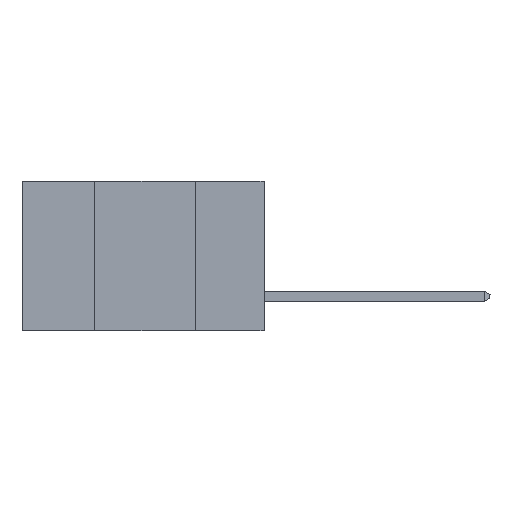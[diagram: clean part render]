
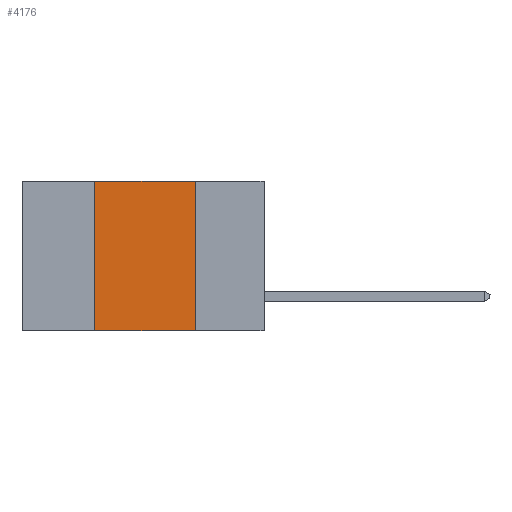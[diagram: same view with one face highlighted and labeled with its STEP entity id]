
A CAD part, left-side view. The second image highlights one B-rep face of the part: STEP entity #4176.
In plain terms, the highlighted planar face has unit normal (-1, 0, 0).
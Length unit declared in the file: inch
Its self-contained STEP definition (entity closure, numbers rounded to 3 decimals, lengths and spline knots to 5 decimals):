
#552 = EDGE_CURVE ( 'NONE', #5219, #3123, #10044, .T. ) ;
#748 = CARTESIAN_POINT ( 'NONE',  ( 0., 0.17, -0.37 ) ) ;
#959 = LINE ( 'NONE', #6850, #3002 ) ;
#1721 = CARTESIAN_POINT ( 'NONE',  ( 0., 0.42, -0.37 ) ) ;
#1967 = LINE ( 'NONE', #7008, #4368 ) ;
#2108 = DIRECTION ( 'NONE',  ( 0., 0., 1. ) ) ;
#2715 = ORIENTED_EDGE ( 'NONE', *, *, #7954, .F. ) ;
#2827 = DIRECTION ( 'NONE',  ( 1., 0., 0. ) ) ;
#2879 = CARTESIAN_POINT ( 'NONE',  ( 0., 0.6, -0.37 ) ) ;
#3002 = VECTOR ( 'NONE', #2108, 39.37008 ) ;
#3123 = VERTEX_POINT ( 'NONE', #7212 ) ;
#3321 = DIRECTION ( 'NONE',  ( 0., -1., 0. ) ) ;
#3705 = EDGE_LOOP ( 'NONE', ( #2715, #8004, #5593, #6074 ) ) ;
#4176 = ADVANCED_FACE ( 'NONE', ( #11171 ), #5667, .F. ) ;
#4194 = DIRECTION ( 'NONE',  ( 0., 0., -1. ) ) ;
#4368 = VECTOR ( 'NONE', #4194, 39.37008 ) ;
#4642 = VERTEX_POINT ( 'NONE', #1721 ) ;
#4813 = DIRECTION ( 'NONE',  ( 0., -1., 0. ) ) ;
#5218 = EDGE_CURVE ( 'NONE', #4642, #7604, #11032, .T. ) ;
#5219 = VERTEX_POINT ( 'NONE', #11510 ) ;
#5593 = ORIENTED_EDGE ( 'NONE', *, *, #8665, .F. ) ;
#5667 = PLANE ( 'NONE',  #11857 ) ;
#6074 = ORIENTED_EDGE ( 'NONE', *, *, #5218, .T. ) ;
#6850 = CARTESIAN_POINT ( 'NONE',  ( 0., 0.42, 0. ) ) ;
#7008 = CARTESIAN_POINT ( 'NONE',  ( 0., 0.17, 0. ) ) ;
#7212 = CARTESIAN_POINT ( 'NONE',  ( 0., 0.17, 0. ) ) ;
#7604 = VERTEX_POINT ( 'NONE', #748 ) ;
#7954 = EDGE_CURVE ( 'NONE', #3123, #7604, #1967, .T. ) ;
#8004 = ORIENTED_EDGE ( 'NONE', *, *, #552, .F. ) ;
#8408 = CARTESIAN_POINT ( 'NONE',  ( 0., 0.6, 0. ) ) ;
#8665 = EDGE_CURVE ( 'NONE', #4642, #5219, #959, .T. ) ;
#8690 = VECTOR ( 'NONE', #3321, 39.37008 ) ;
#9963 = VECTOR ( 'NONE', #4813, 39.37008 ) ;
#10044 = LINE ( 'NONE', #10093, #8690 ) ;
#10093 = CARTESIAN_POINT ( 'NONE',  ( 0., 0.6, 0. ) ) ;
#11032 = LINE ( 'NONE', #2879, #9963 ) ;
#11171 = FACE_OUTER_BOUND ( 'NONE', #3705, .T. ) ;
#11342 = DIRECTION ( 'NONE',  ( 0., 0., -1. ) ) ;
#11510 = CARTESIAN_POINT ( 'NONE',  ( 0., 0.42, 0. ) ) ;
#11857 = AXIS2_PLACEMENT_3D ( 'NONE', #8408, #2827, #11342 ) ;
